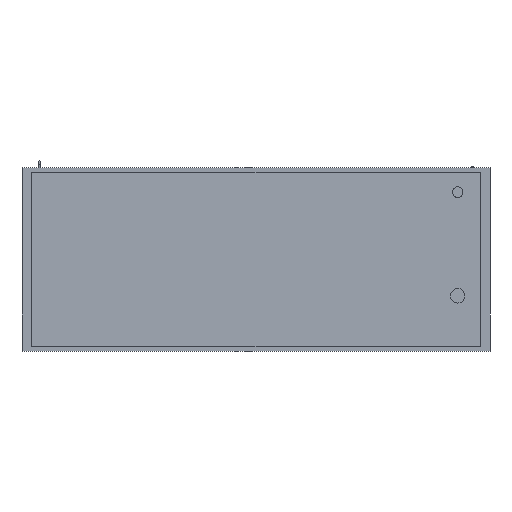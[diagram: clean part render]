
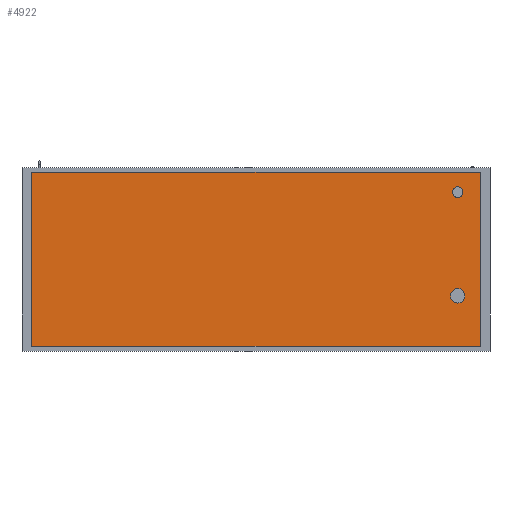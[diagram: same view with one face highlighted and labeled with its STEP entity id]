
A CAD part, front view. The second image highlights one B-rep face of the part: STEP entity #4922.
In plain terms, the highlighted planar face has unit normal (0, -1, 0).
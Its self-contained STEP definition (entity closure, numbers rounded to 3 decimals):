
#301=FACE_OUTER_BOUND('',#608,.T.);
#608=EDGE_LOOP('',(#3291,#3292,#3293,#3294));
#922=LINE('',#7211,#1497);
#926=LINE('',#7219,#1501);
#929=LINE('',#7225,#1504);
#932=LINE('',#7230,#1507);
#1497=VECTOR('',#5743,10.);
#1501=VECTOR('',#5749,10.);
#1504=VECTOR('',#5754,10.);
#1507=VECTOR('',#5759,10.);
#2068=VERTEX_POINT('',#7209);
#2069=VERTEX_POINT('',#7210);
#2072=VERTEX_POINT('',#7218);
#2074=VERTEX_POINT('',#7224);
#2546=EDGE_CURVE('',#2068,#2069,#922,.T.);
#2550=EDGE_CURVE('',#2072,#2068,#926,.T.);
#2553=EDGE_CURVE('',#2074,#2072,#929,.T.);
#2556=EDGE_CURVE('',#2069,#2074,#932,.T.);
#3291=ORIENTED_EDGE('',*,*,#2556,.F.);
#3292=ORIENTED_EDGE('',*,*,#2546,.F.);
#3293=ORIENTED_EDGE('',*,*,#2550,.F.);
#3294=ORIENTED_EDGE('',*,*,#2553,.F.);
#4683=PLANE('',#5283);
#4922=ADVANCED_FACE('',(#301),#4683,.F.);
#5283=AXIS2_PLACEMENT_3D('',#7233,#5763,#5764);
#5743=DIRECTION('',(0.,0.,1.));
#5749=DIRECTION('',(-1.,0.,0.));
#5754=DIRECTION('',(0.,0.,-1.));
#5759=DIRECTION('',(1.,0.,0.));
#5763=DIRECTION('center_axis',(0.,1.,0.));
#5764=DIRECTION('ref_axis',(0.,0.,1.));
#7209=CARTESIAN_POINT('',(-850.,0.,-330.));
#7210=CARTESIAN_POINT('',(-850.,0.,330.));
#7211=CARTESIAN_POINT('',(-850.,0.,-330.));
#7218=CARTESIAN_POINT('',(850.,0.,-330.));
#7219=CARTESIAN_POINT('',(850.,0.,-330.));
#7224=CARTESIAN_POINT('',(850.,0.,330.));
#7225=CARTESIAN_POINT('',(850.,0.,330.));
#7230=CARTESIAN_POINT('',(-850.,0.,330.));
#7233=CARTESIAN_POINT('Origin',(0.,0.,0.));
